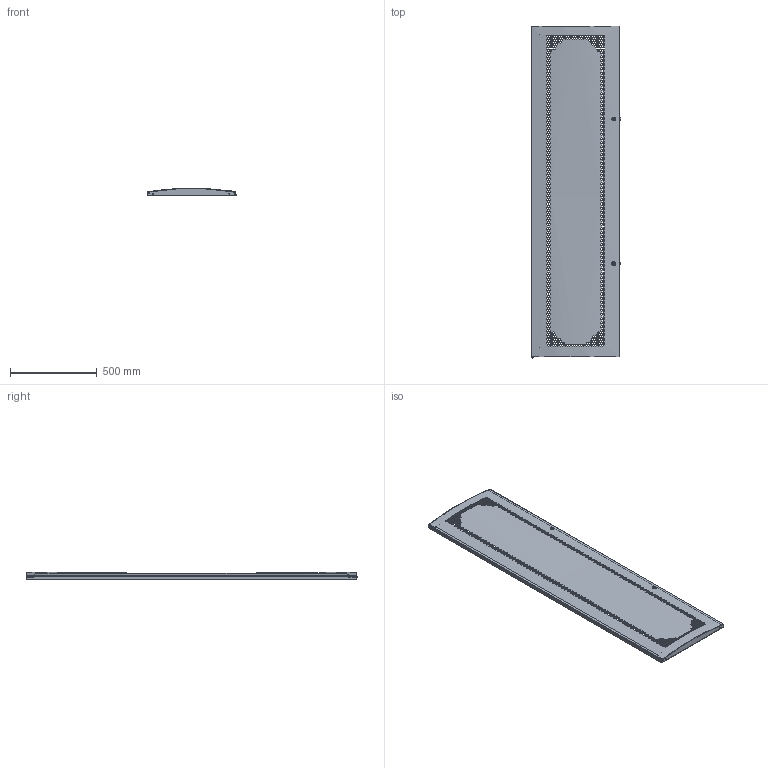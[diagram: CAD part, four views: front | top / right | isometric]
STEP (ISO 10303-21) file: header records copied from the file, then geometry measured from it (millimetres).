
FILE_DESCRIPTION (( 'STEP AP203' ), '1' );
FILE_NAME ('LE05-42U6X-DP.STEP', '2025-08-25T06:47:12', ( '' ), ( '' ), 'SwSTEP 2.0', 'SolidWorks 2022', '' );
FILE_SCHEMA (( 'CONFIG_CONTROL_DESIGN' ));
Products named in the file (1): LE05-42U6X-DP
Bounding box: 513.76 x 1911.19 x 42 mm (x, y, z)
Volume: 1662189 mm3; surface area: 2367389.1 mm2
Topology: 11 solids, 11 shells, 4029 faces, 11874 edges, 7874 vertices
Faces by surface type: bspline 2432, plane 1446, cylinder 122, cone 12, sphere 10, torus 7
Entity records: 147979 total; most frequent: CARTESIAN_POINT 62084, ORIENTED_EDGE 23736, EDGE_CURVE 11868, B_SPLINE_CURVE_WITH_KNOTS 8514, VERTEX_POINT 7872, DIRECTION 6860, EDGE_LOOP 5290, FACE_OUTER_BOUND 4029
